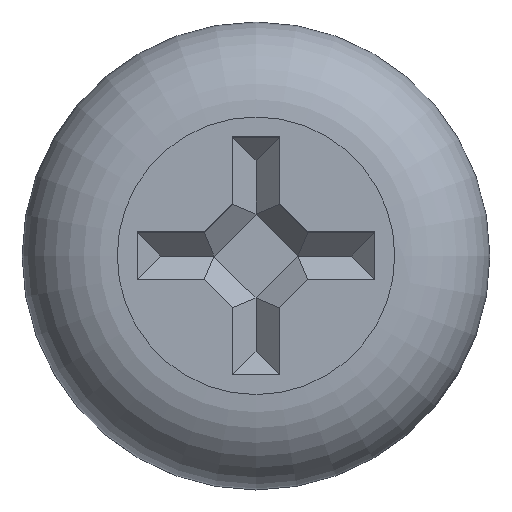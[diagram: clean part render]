
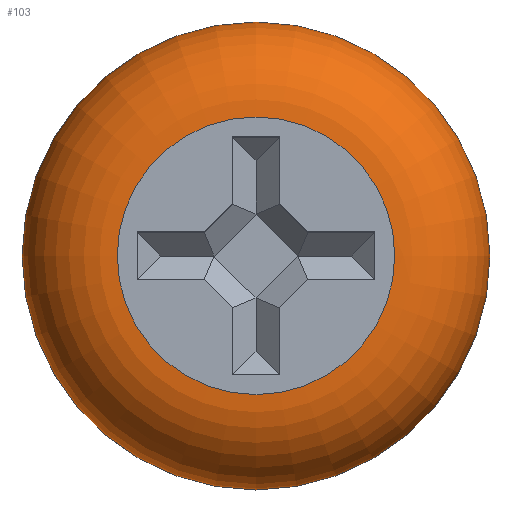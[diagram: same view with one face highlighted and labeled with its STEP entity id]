
A CAD part, top view. The second image highlights one B-rep face of the part: STEP entity #103.
In plain terms, the highlighted toroidal (fillet/blend) face has major radius 1.75 mm and minor radius 1.2 mm.
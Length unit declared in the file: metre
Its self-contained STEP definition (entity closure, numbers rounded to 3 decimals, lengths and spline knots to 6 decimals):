
#103 = ADVANCED_FACE( '', ( #223, #224 ), #225, .T. );
#223 = FACE_OUTER_BOUND( '', #361, .T. );
#224 = FACE_OUTER_BOUND( '', #362, .T. );
#225 = TOROIDAL_SURFACE( '', #363, 0.00175, 0.0012 );
#361 = EDGE_LOOP( '', ( #572 ) );
#362 = EDGE_LOOP( '', ( #573 ) );
#363 = AXIS2_PLACEMENT_3D( '', #574, #575, #576 );
#572 = ORIENTED_EDGE( '', *, *, #1678, .F. );
#573 = ORIENTED_EDGE( '', *, *, #1679, .F. );
#574 = CARTESIAN_POINT( '', ( 0., 0., 0.0013 ) );
#575 = DIRECTION( '', ( 0., 0., 1. ) );
#576 = DIRECTION( '', ( 1., 0., 0. ) );
#1678 = EDGE_CURVE( '', #1837, #1837, #1838, .F. );
#1679 = EDGE_CURVE( '', #1839, #1839, #1840, .T. );
#1837 = VERTEX_POINT( '', #2056 );
#1838 = CIRCLE( '', #2057, 0.00295 );
#1839 = VERTEX_POINT( '', #2058 );
#1840 = CIRCLE( '', #2059, 0.00175 );
#2056 = CARTESIAN_POINT( '', ( 0.00295, 0., 0.0013 ) );
#2057 = AXIS2_PLACEMENT_3D( '', #2210, #2211, #2212 );
#2058 = CARTESIAN_POINT( '', ( 0.00175, 0., 0.0025 ) );
#2059 = AXIS2_PLACEMENT_3D( '', #2213, #2214, #2215 );
#2210 = CARTESIAN_POINT( '', ( 0., 0., 0.0013 ) );
#2211 = DIRECTION( '', ( 0., 0., 1. ) );
#2212 = DIRECTION( '', ( 1., 0., 0. ) );
#2213 = CARTESIAN_POINT( '', ( 0., 0., 0.0025 ) );
#2214 = DIRECTION( '', ( 0., 0., 1. ) );
#2215 = DIRECTION( '', ( 1., 0., 0. ) );
